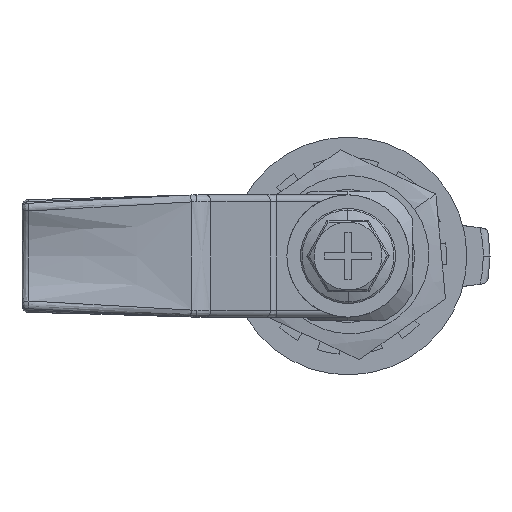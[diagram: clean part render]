
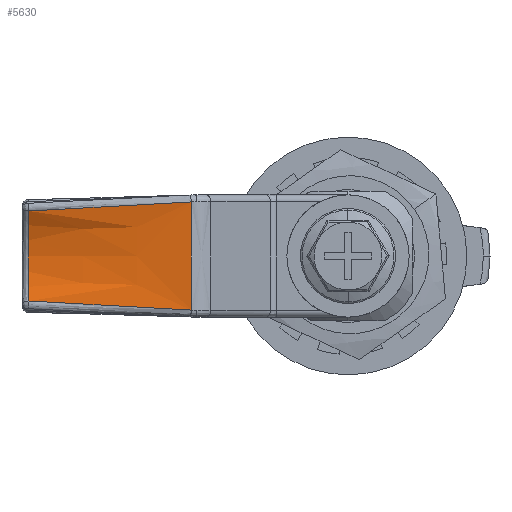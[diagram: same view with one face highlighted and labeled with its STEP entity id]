
A CAD part, front view. The second image highlights one B-rep face of the part: STEP entity #5630.
In plain terms, the highlighted free-form (B-spline) face has degree [3, 3] with [7, 4] control points.
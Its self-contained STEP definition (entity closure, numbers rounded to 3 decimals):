
#4494 = VERTEX_POINT ( 'NONE', #23672 ) ;
#4496 = VERTEX_POINT ( 'NONE', #23669 ) ;
#4617 = VERTEX_POINT ( 'NONE', #23740 ) ;
#4767 = VERTEX_POINT ( 'NONE', #23861 ) ;
#5630 = ADVANCED_FACE ( 'NONE', ( #29901 ), #26901, .T. ) ;
#5649 = EDGE_CURVE ( 'NONE', #4494, #4767, #20458, .T. ) ;
#5897 = EDGE_LOOP ( 'NONE', ( #6217, #6218, #6219, #6220 ) ) ;
#6217 = ORIENTED_EDGE ( 'NONE', *, *, #7178, .F. ) ;
#6218 = ORIENTED_EDGE ( 'NONE', *, *, #7161, .F. ) ;
#6219 = ORIENTED_EDGE ( 'NONE', *, *, #5649, .T. ) ;
#6220 = ORIENTED_EDGE ( 'NONE', *, *, #7182, .F. ) ;
#7161 = EDGE_CURVE ( 'NONE', #4494, #4496, #20465, .T. ) ;
#7178 = EDGE_CURVE ( 'NONE', #4496, #4617, #20471, .T. ) ;
#7182 = EDGE_CURVE ( 'NONE', #4617, #4767, #20475, .T. ) ;
#14822 = CARTESIAN_POINT ( 'NONE',  ( -23.077, 0.216, -8.84 ) ) ;
#14823 = CARTESIAN_POINT ( 'NONE',  ( -19.097, 0.145, -9.079 ) ) ;
#14831 = CARTESIAN_POINT ( 'NONE',  ( -27.058, 0.284, -8.62 ) ) ;
#14832 = CARTESIAN_POINT ( 'NONE',  ( -35.019, 0.401, -8.183 ) ) ;
#14833 = CARTESIAN_POINT ( 'NONE',  ( -38.999, 0.451, -7.964 ) ) ;
#14834 = CARTESIAN_POINT ( 'NONE',  ( -42.979, 0.498, -7.734 ) ) ;
#14951 = CARTESIAN_POINT ( 'NONE',  ( -43.012, 1.071, -6.726 ) ) ;
#14952 = CARTESIAN_POINT ( 'NONE',  ( -42.979, 0.498, -7.734 ) ) ;
#14955 = CARTESIAN_POINT ( 'NONE',  ( -43.038, 1.508, -5.664 ) ) ;
#14956 = CARTESIAN_POINT ( 'NONE',  ( -43.065, 1.954, -3.989 ) ) ;
#14957 = CARTESIAN_POINT ( 'NONE',  ( -43.072, 2.068, -3.416 ) ) ;
#14958 = CARTESIAN_POINT ( 'NONE',  ( -43.081, 2.219, -2.267 ) ) ;
#14959 = CARTESIAN_POINT ( 'NONE',  ( -43.083, 2.257, -1.688 ) ) ;
#14960 = CARTESIAN_POINT ( 'NONE',  ( -43.083, 2.255, 0.057 ) ) ;
#14961 = CARTESIAN_POINT ( 'NONE',  ( -43.074, 2.104, 1.195 ) ) ;
#14962 = CARTESIAN_POINT ( 'NONE',  ( -43.052, 1.735, 2.583 ) ) ;
#14963 = CARTESIAN_POINT ( 'NONE',  ( -43.047, 1.652, 2.859 ) ) ;
#14964 = CARTESIAN_POINT ( 'NONE',  ( -43.036, 1.467, 3.408 ) ) ;
#14965 = CARTESIAN_POINT ( 'NONE',  ( -43.029, 1.365, 3.681 ) ) ;
#14966 = CARTESIAN_POINT ( 'NONE',  ( -43.01, 1.035, 4.486 ) ) ;
#14967 = CARTESIAN_POINT ( 'NONE',  ( -42.995, 0.782, 5.004 ) ) ;
#14968 = CARTESIAN_POINT ( 'NONE',  ( -42.979, 0.498, 5.503 ) ) ;
#14983 = CARTESIAN_POINT ( 'NONE',  ( -42.979, 0.498, 5.503 ) ) ;
#14984 = CARTESIAN_POINT ( 'NONE',  ( -38.999, 0.451, 5.734 ) ) ;
#14991 = CARTESIAN_POINT ( 'NONE',  ( -35.019, 0.401, 5.953 ) ) ;
#14992 = CARTESIAN_POINT ( 'NONE',  ( -27.058, 0.284, 6.39 ) ) ;
#14993 = CARTESIAN_POINT ( 'NONE',  ( -23.077, 0.216, 6.61 ) ) ;
#14994 = CARTESIAN_POINT ( 'NONE',  ( -19.097, 0.145, 6.849 ) ) ;
#20458 = B_SPLINE_CURVE_WITH_KNOTS ( 'NONE', 3,
 ( #30549, #30548, #30556, #30557, #30558, #30559 ),
 .UNSPECIFIED., .F., .F.,
 ( 4, 2, 4 ),
 ( 0., 0.5, 1. ),
 .UNSPECIFIED. ) ;
#20465 = B_SPLINE_CURVE_WITH_KNOTS ( 'NONE', 3,
 ( #14823, #14822, #14831, #14832, #14833, #14834 ),
 .UNSPECIFIED., .F., .F.,
 ( 4, 2, 4 ),
 ( 0., 0.5, 1. ),
 .UNSPECIFIED. ) ;
#20471 = B_SPLINE_CURVE_WITH_KNOTS ( 'NONE', 3,
 ( #14952, #14951, #14955, #14956, #14957, #14958, #14959, #14960, #14961, #14962, #14963, #14964, #14965, #14966, #14967, #14968 ),
 .UNSPECIFIED., .F., .F.,
 ( 4, 2, 2, 2, 2, 2, 2, 4 ),
 ( 0., 0.25, 0.375, 0.5, 0.75, 0.813, 0.875, 1. ),
 .UNSPECIFIED. ) ;
#20475 = B_SPLINE_CURVE_WITH_KNOTS ( 'NONE', 3,
 ( #14983, #14984, #14991, #14992, #14993, #14994 ),
 .UNSPECIFIED., .F., .F.,
 ( 4, 2, 4 ),
 ( 0., 0.5, 1. ),
 .UNSPECIFIED. ) ;
#23669 = CARTESIAN_POINT ( 'NONE',  ( -42.979, 0.498, -7.734 ) ) ;
#23672 = CARTESIAN_POINT ( 'NONE',  ( -19.097, 0.145, -9.079 ) ) ;
#23740 = CARTESIAN_POINT ( 'NONE',  ( -42.979, 0.498, 5.503 ) ) ;
#23861 = CARTESIAN_POINT ( 'NONE',  ( -19.097, 0.145, 6.849 ) ) ;
#26901 = B_SPLINE_SURFACE_WITH_KNOTS ( 'NONE', 3, 3, ( 
 ( #29928, #29938, #29939, #29940 ),
 ( #29941, #29942, #29943, #29944 ),
 ( #29945, #29946, #29947, #29948 ),
 ( #29949, #29950, #29951, #29952 ),
 ( #29953, #29954, #29955, #29956 ),
 ( #29957, #29958, #29959, #29960 ),
 ( #29961, #29962, #29963, #29964 ) ),
 .UNSPECIFIED., .F., .F., .F.,
 ( 4, 1, 1, 1, 4 ),
 ( 4, 4 ),
 ( 0., 0.228, 0.5, 0.772, 1. ),
 ( 0., 1. ),
 .UNSPECIFIED. ) ;
#29901 = FACE_OUTER_BOUND ( 'NONE', #5897, .T. ) ;
#29928 = CARTESIAN_POINT ( 'NONE',  ( -43.227, 0.46, 5.559 ) ) ;
#29938 = CARTESIAN_POINT ( 'NONE',  ( -35.136, 0.354, 6.08 ) ) ;
#29939 = CARTESIAN_POINT ( 'NONE',  ( -27.044, 0.247, 6.601 ) ) ;
#29940 = CARTESIAN_POINT ( 'NONE',  ( -18.953, 0.141, 7.122 ) ) ;
#29941 = CARTESIAN_POINT ( 'NONE',  ( -43.227, 0.995, 4.645 ) ) ;
#29942 = CARTESIAN_POINT ( 'NONE',  ( -35.136, 0.714, 5.055 ) ) ;
#29943 = CARTESIAN_POINT ( 'NONE',  ( -27.044, 0.432, 5.464 ) ) ;
#29944 = CARTESIAN_POINT ( 'NONE',  ( -18.953, 0.151, 5.873 ) ) ;
#29945 = CARTESIAN_POINT ( 'NONE',  ( -43.227, 1.93, 2.493 ) ) ;
#29946 = CARTESIAN_POINT ( 'NONE',  ( -35.136, 1.342, 2.705 ) ) ;
#29947 = CARTESIAN_POINT ( 'NONE',  ( -27.044, 0.755, 2.917 ) ) ;
#29948 = CARTESIAN_POINT ( 'NONE',  ( -18.953, 0.168, 3.128 ) ) ;
#29949 = CARTESIAN_POINT ( 'NONE',  ( -43.227, 2.453, -1.115 ) ) ;
#29950 = CARTESIAN_POINT ( 'NONE',  ( -35.136, 1.695, -1.115 ) ) ;
#29951 = CARTESIAN_POINT ( 'NONE',  ( -27.044, 0.936, -1.115 ) ) ;
#29952 = CARTESIAN_POINT ( 'NONE',  ( -18.953, 0.178, -1.115 ) ) ;
#29953 = CARTESIAN_POINT ( 'NONE',  ( -43.227, 1.93, -4.723 ) ) ;
#29954 = CARTESIAN_POINT ( 'NONE',  ( -35.136, 1.342, -4.935 ) ) ;
#29955 = CARTESIAN_POINT ( 'NONE',  ( -27.044, 0.755, -5.147 ) ) ;
#29956 = CARTESIAN_POINT ( 'NONE',  ( -18.953, 0.168, -5.359 ) ) ;
#29957 = CARTESIAN_POINT ( 'NONE',  ( -43.227, 0.995, -6.875 ) ) ;
#29958 = CARTESIAN_POINT ( 'NONE',  ( -35.136, 0.714, -7.285 ) ) ;
#29959 = CARTESIAN_POINT ( 'NONE',  ( -27.044, 0.432, -7.694 ) ) ;
#29960 = CARTESIAN_POINT ( 'NONE',  ( -18.953, 0.151, -8.103 ) ) ;
#29961 = CARTESIAN_POINT ( 'NONE',  ( -43.227, 0.46, -7.789 ) ) ;
#29962 = CARTESIAN_POINT ( 'NONE',  ( -35.136, 0.354, -8.31 ) ) ;
#29963 = CARTESIAN_POINT ( 'NONE',  ( -27.044, 0.247, -8.831 ) ) ;
#29964 = CARTESIAN_POINT ( 'NONE',  ( -18.953, 0.141, -9.352 ) ) ;
#30548 = CARTESIAN_POINT ( 'NONE',  ( -19.234, 0.174, -6.437 ) ) ;
#30549 = CARTESIAN_POINT ( 'NONE',  ( -19.097, 0.145, -9.079 ) ) ;
#30556 = CARTESIAN_POINT ( 'NONE',  ( -19.302, 0.204, -3.785 ) ) ;
#30557 = CARTESIAN_POINT ( 'NONE',  ( -19.302, 0.204, 1.555 ) ) ;
#30558 = CARTESIAN_POINT ( 'NONE',  ( -19.234, 0.174, 4.207 ) ) ;
#30559 = CARTESIAN_POINT ( 'NONE',  ( -19.097, 0.145, 6.849 ) ) ;
